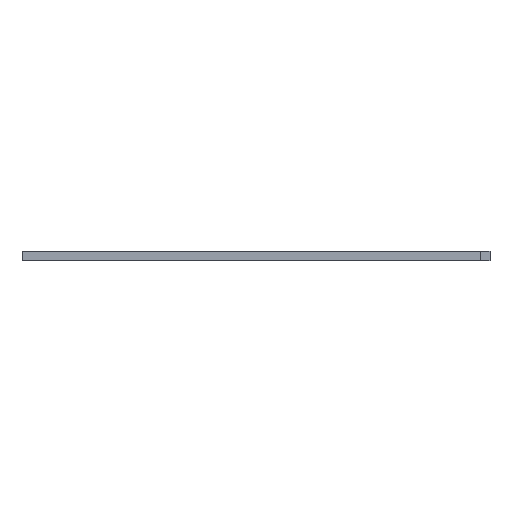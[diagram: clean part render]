
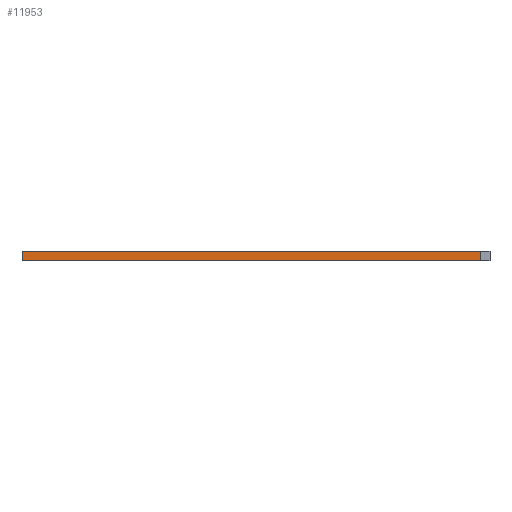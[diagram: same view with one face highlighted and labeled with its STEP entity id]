
A CAD part, left-side view. The second image highlights one B-rep face of the part: STEP entity #11953.
In plain terms, the highlighted planar face has unit normal (-1, 0, 0).
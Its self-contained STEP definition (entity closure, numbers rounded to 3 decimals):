
#596=FACE_OUTER_BOUND('',#1165,.T.);
#1165=EDGE_LOOP('',(#9669,#9670,#9671,#9672));
#2872=LINE('',#18763,#4571);
#2873=LINE('',#18766,#4572);
#2874=LINE('',#18768,#4573);
#2875=LINE('',#18769,#4574);
#4571=VECTOR('',#15359,10.);
#4572=VECTOR('',#15362,10.);
#4573=VECTOR('',#15363,10.);
#4574=VECTOR('',#15364,10.);
#5710=VERTEX_POINT('',#18759);
#5711=VERTEX_POINT('',#18761);
#5712=VERTEX_POINT('',#18765);
#5713=VERTEX_POINT('',#18767);
#7406=EDGE_CURVE('',#5710,#5711,#2872,.T.);
#7407=EDGE_CURVE('',#5712,#5710,#2873,.T.);
#7408=EDGE_CURVE('',#5713,#5711,#2874,.T.);
#7409=EDGE_CURVE('',#5712,#5713,#2875,.T.);
#9669=ORIENTED_EDGE('',*,*,#7407,.T.);
#9670=ORIENTED_EDGE('',*,*,#7406,.T.);
#9671=ORIENTED_EDGE('',*,*,#7408,.F.);
#9672=ORIENTED_EDGE('',*,*,#7409,.F.);
#11384=PLANE('',#12538);
#11953=ADVANCED_FACE('',(#596),#11384,.T.);
#12538=AXIS2_PLACEMENT_3D('',#18764,#15360,#15361);
#15359=DIRECTION('',(0.,0.,1.));
#15360=DIRECTION('center_axis',(-1.,0.,0.));
#15361=DIRECTION('ref_axis',(0.,-1.,0.));
#15362=DIRECTION('',(0.,-1.,0.));
#15363=DIRECTION('',(0.,-1.,0.));
#15364=DIRECTION('',(0.,0.,1.));
#18759=CARTESIAN_POINT('',(-72.,-74.,0.));
#18761=CARTESIAN_POINT('',(-72.,-74.,3.));
#18763=CARTESIAN_POINT('',(-72.,-74.,0.));
#18764=CARTESIAN_POINT('Origin',(-72.,77.,0.));
#18765=CARTESIAN_POINT('',(-72.,77.,0.));
#18766=CARTESIAN_POINT('',(-72.,77.,0.));
#18767=CARTESIAN_POINT('',(-72.,77.,3.));
#18768=CARTESIAN_POINT('',(-72.,77.,3.));
#18769=CARTESIAN_POINT('',(-72.,77.,0.));
